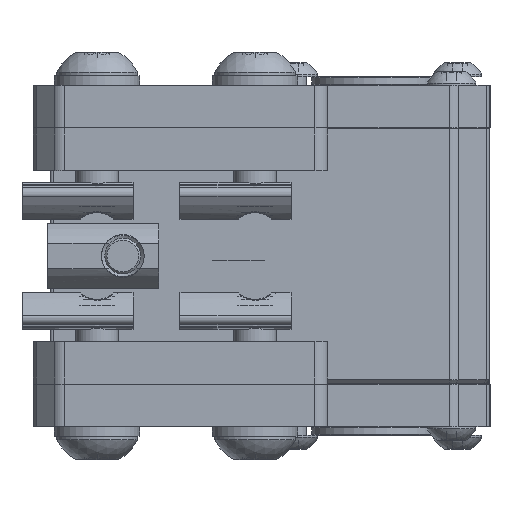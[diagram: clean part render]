
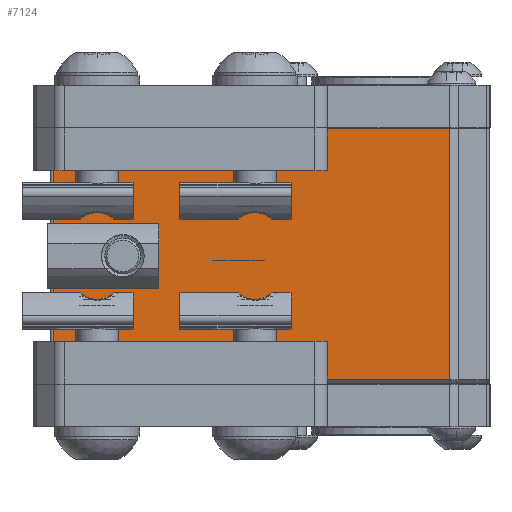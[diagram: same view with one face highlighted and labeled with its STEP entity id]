
A CAD part, left-side view. The second image highlights one B-rep face of the part: STEP entity #7124.
In plain terms, the highlighted face is planar.
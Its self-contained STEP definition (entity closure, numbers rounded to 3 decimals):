
#707=FACE_BOUND('',#1704,.T.);
#841=PLANE('',#8291);
#1238=FACE_OUTER_BOUND('',#1703,.T.);
#1703=EDGE_LOOP('',(#6480,#6481,#6482,#6483));
#1704=EDGE_LOOP('',(#6484));
#2124=LINE('',#15008,#2577);
#2152=LINE('',#15116,#2605);
#2156=LINE('',#15126,#2609);
#2159=LINE('',#15140,#2612);
#2577=VECTOR('',#10499,10.);
#2605=VECTOR('',#10637,10.);
#2609=VECTOR('',#10647,10.);
#2612=VECTOR('',#10662,10.);
#3070=CIRCLE('',#8292,2.6);
#3636=VERTEX_POINT('',#15002);
#3638=VERTEX_POINT('',#15006);
#3663=VERTEX_POINT('',#15115);
#3666=VERTEX_POINT('',#15125);
#3672=VERTEX_POINT('',#15141);
#4548=EDGE_CURVE('',#3638,#3636,#2124,.T.);
#4602=EDGE_CURVE('',#3636,#3663,#2152,.T.);
#4607=EDGE_CURVE('',#3663,#3666,#2156,.T.);
#4615=EDGE_CURVE('',#3666,#3638,#2159,.T.);
#4616=EDGE_CURVE('',#3672,#3672,#3070,.F.);
#6480=ORIENTED_EDGE('',*,*,#4548,.F.);
#6481=ORIENTED_EDGE('',*,*,#4615,.F.);
#6482=ORIENTED_EDGE('',*,*,#4607,.F.);
#6483=ORIENTED_EDGE('',*,*,#4602,.F.);
#6484=ORIENTED_EDGE('',*,*,#4616,.T.);
#7124=ADVANCED_FACE('',(#1238,#707),#841,.T.);
#8291=AXIS2_PLACEMENT_3D('',#15139,#10660,#10661);
#8292=AXIS2_PLACEMENT_3D('',#15142,#10663,#10664);
#10499=DIRECTION('',(0.,1.,0.));
#10637=DIRECTION('',(0.,0.,-1.));
#10647=DIRECTION('',(0.,-1.,0.));
#10660=DIRECTION('center_axis',(1.,0.,0.));
#10661=DIRECTION('ref_axis',(0.,1.,0.));
#10662=DIRECTION('',(0.,0.,1.));
#10663=DIRECTION('center_axis',(1.,0.,0.));
#10664=DIRECTION('ref_axis',(0.,-0.707,-0.707));
#15002=CARTESIAN_POINT('',(185.,-152.9,14.5));
#15006=CARTESIAN_POINT('',(185.,-199.243,14.5));
#15008=CARTESIAN_POINT('',(185.,-186.324,14.5));
#15115=CARTESIAN_POINT('',(185.,-152.9,-14.9));
#15116=CARTESIAN_POINT('',(185.,-152.9,0.));
#15125=CARTESIAN_POINT('',(185.,-199.243,-14.9));
#15126=CARTESIAN_POINT('',(185.,-186.324,-14.9));
#15139=CARTESIAN_POINT('Origin',(185.,-200.,5.));
#15140=CARTESIAN_POINT('',(185.,-199.243,9.5));
#15141=CARTESIAN_POINT('',(185.,-159.162,1.838));
#15142=CARTESIAN_POINT('Origin',(185.,-161.,0.));
